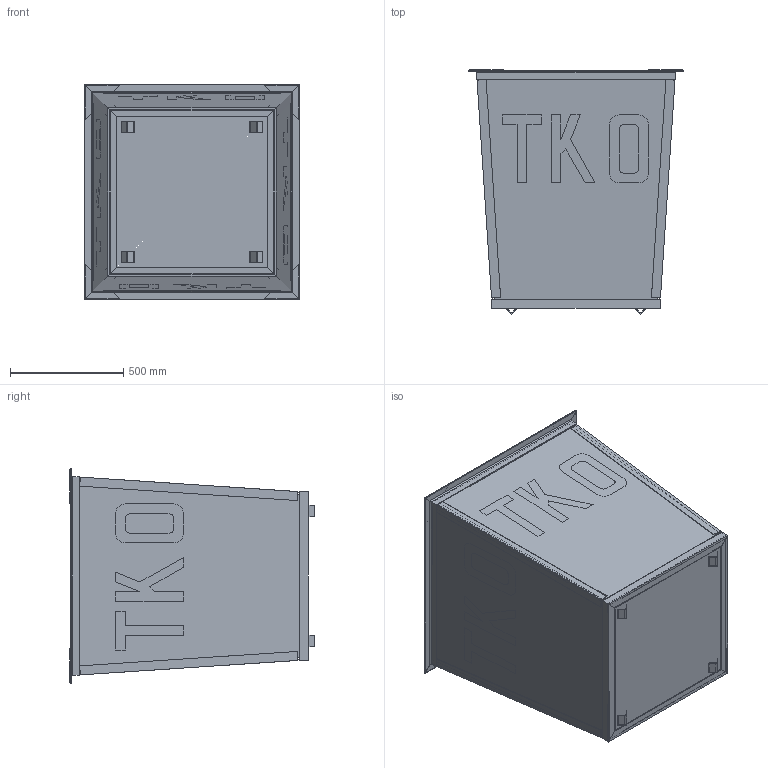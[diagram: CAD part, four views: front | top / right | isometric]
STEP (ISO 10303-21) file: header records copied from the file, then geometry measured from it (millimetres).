
FILE_DESCRIPTION (( 'STEP AP203' ), '1' );
FILE_NAME ('ÐÂ-03.00.000 Êîíòåéíåð.STEP', '2025-10-07T01:11:39', ( '' ), ( '' ), 'SwSTEP 2.0', 'SolidWorks 2024', '' );
FILE_SCHEMA (( 'CONFIG_CONTROL_DESIGN' ));
Length unit declared in the file: millimetre
Products named in the file (13): РВ-03.01.001 Уголок 40х40х4_00; РВ-03.00.003 Уголок 40х40х4_01; РВ-03.00.002 Стенка_00; О^РВ-03.00.000 Контейнер_Контейнер; РВ-03.00.003 Уголок 40х40х4_00; К^РВ-03.00.000 Контейнер_Контейнер; РВ-03.00.001 Дно_00; РВ-03.01.001 Уголок 40х40х4_01; РВ-03.01.000 Рамка верхняя_00; РВ-03.02.000 Рамка нижняя_00; РВ-03.00.000 Контейнер; Т^РВ-03.00.000 Контейнер_Контейнер; РВ-03.00.004 Косынка_00
Assembly tree (39 placements, depth 3):
  РВ-03.00.000 Контейнер
    РВ-03.01.000 Рамка верхняя_00
      РВ-03.01.001 Уголок 40х40х4_00  x4
    РВ-03.02.000 Рамка нижняя_00
      РВ-03.01.001 Уголок 40х40х4_01  x4
    РВ-03.00.001 Дно_00
    РВ-03.00.002 Стенка_00  x4
    РВ-03.00.003 Уголок 40х40х4_00  x4
    РВ-03.00.003 Уголок 40х40х4_01  x4
    РВ-03.00.004 Косынка_00  x4
    Т^РВ-03.00.000 Контейнер_Контейнер  x4
    К^РВ-03.00.000 Контейнер_Контейнер  x4
    О^РВ-03.00.000 Контейнер_Контейнер  x4
Bounding box: 950 x 1080.41 x 950 mm (x, y, z)
Volume: 10844271.3 mm3; surface area: 9522400.2 mm2
Topology: 25 solids, 37 shells, 238 faces, 672 edges, 496 vertices
Faces by surface type: plane 190, cylinder 48
Entity records: 4312 total; most frequent: CARTESIAN_POINT 452, DIRECTION 403, ORIENTED_EDGE 318, EDGE_CURVE 177, LINE 145, VECTOR 145, CALENDAR_DATE 143, COORDINATED_UNIVERSAL_TIME_OFFSET 143
